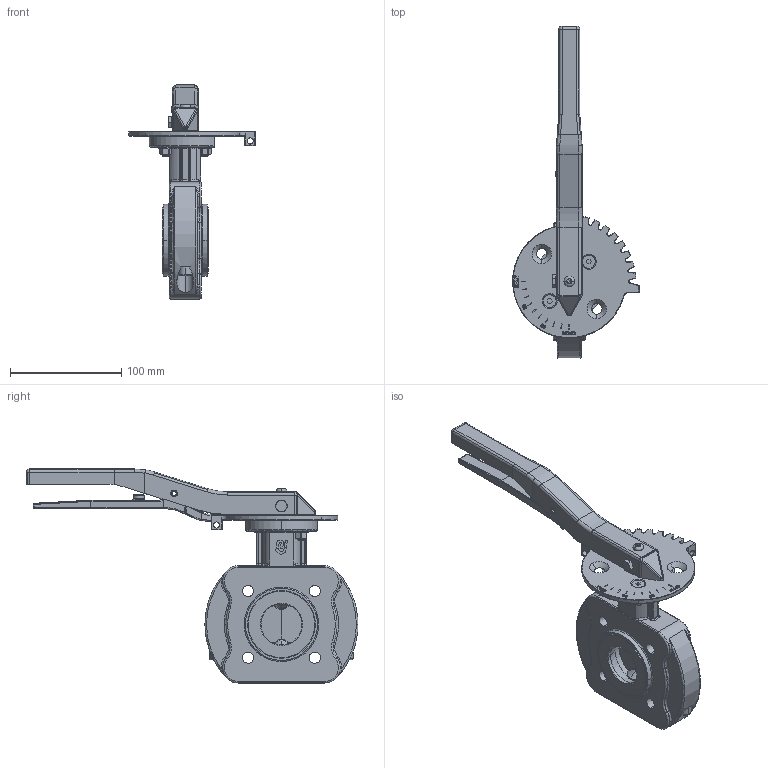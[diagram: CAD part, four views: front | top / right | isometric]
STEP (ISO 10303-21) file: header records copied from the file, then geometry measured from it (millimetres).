
FILE_DESCRIPTION(('HOOPS Exchange Step'),'2;1');
FILE_NAME('AK10_DN25_PN10-16_Handhebel.stp','2025-10-06T10:01:38+02:00',('nieru'),('Unknown organisation'),'HOOPS Exchange 2024.2','HOOPS Exchange','Unknown authorisation');
FILE_SCHEMA( ('AP203_CONFIGURATION_CONTROLLED_3D_DESIGN_OF_MECHANICAL_PARTS_AND_ASSEMBLIES_MIM_LF') );
Length unit declared in the file: millimetre
Products named in the file (3): 0; root
Assembly tree (2 placements, depth 3):
  root
    0
      0
Bounding box: 113.85 x 298.84 x 192.89 mm (x, y, z)
Volume: 502085.2 mm3; surface area: 123254.8 mm2
Topology: 8 solids, 8 shells, 1419 faces, 3616 edges, 2227 vertices
Faces by surface type: cylinder 540, plane 379, bspline 214, torus 170, cone 83, sphere 33
Full cylindrical faces by diameter (mm): 5.5 x2, 6 x2, 6.523 x2, 11.548 x2, 12.59 x2
Entity records: 85317 total; most frequent: CARTESIAN_POINT 54636, ORIENTED_EDGE 7138, DIRECTION 5100, EDGE_CURVE 3569, VERTEX_POINT 2227, AXIS2_PLACEMENT_3D 1883, EDGE_LOOP 1530, FACE_BOUND 1530
